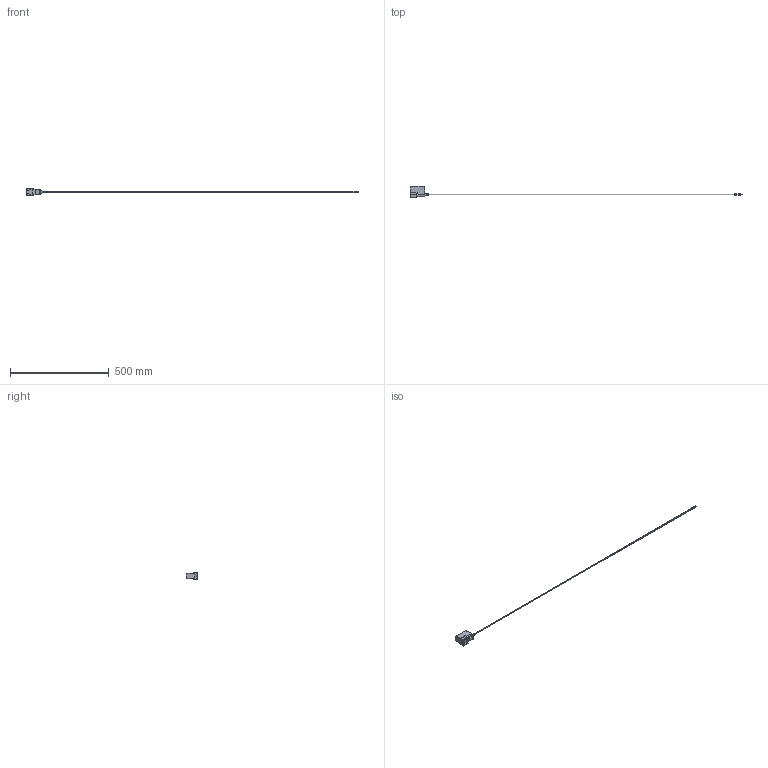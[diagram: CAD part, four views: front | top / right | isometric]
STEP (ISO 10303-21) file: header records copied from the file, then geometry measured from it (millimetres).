
FILE_DESCRIPTION (( 'STEP AP203' ), '1' );
FILE_NAME ('KPS201.STEP', '2022-01-26T13:31:53', ( '' ), ( '' ), 'SwSTEP 2.0', 'SolidWorks 2019', '' );
FILE_SCHEMA (( 'CONFIG_CONTROL_DESIGN' ));
Length unit declared in the file: millimetre
Products named in the file (2): BG0273^KPS201; KPS201
Assembly tree (1 placements, depth 2):
  KPS201
    BG0273^KPS201
Bounding box: 1680.53 x 57.04 x 39.14 mm (x, y, z)
Volume: 141697.9 mm3; surface area: 45564.5 mm2
Topology: 2 solids, 2 shells, 483 faces, 1135 edges, 785 vertices
Faces by surface type: sphere 246, plane 133, cylinder 93, cone 6, bspline 5
Entity records: 16445 total; most frequent: CARTESIAN_POINT 5186, ORIENTED_EDGE 2270, DIRECTION 2253, EDGE_CURVE 1135, AXIS2_PLACEMENT_3D 946, VERTEX_POINT 785, EDGE_LOOP 618, ADVANCED_FACE 483
